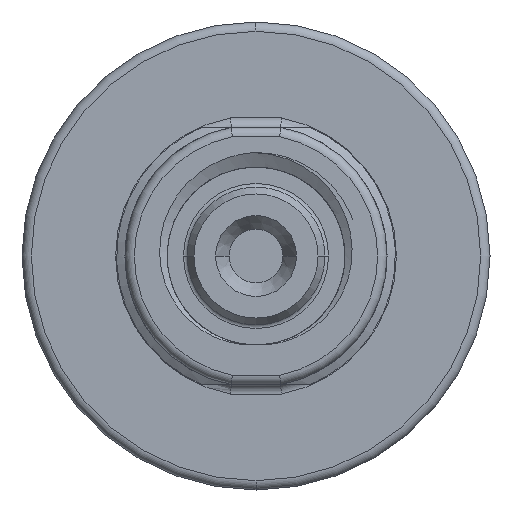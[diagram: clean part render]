
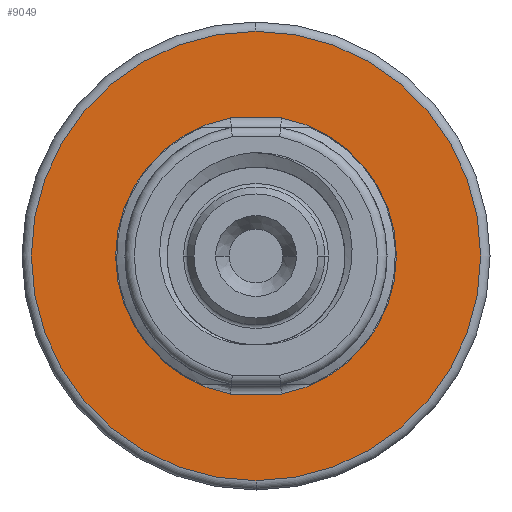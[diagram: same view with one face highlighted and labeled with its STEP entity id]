
A CAD part, front view. The second image highlights one B-rep face of the part: STEP entity #9049.
In plain terms, the highlighted planar face has unit normal (0, -1, 0).
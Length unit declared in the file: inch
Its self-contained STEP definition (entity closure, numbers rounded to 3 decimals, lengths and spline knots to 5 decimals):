
#2617=CARTESIAN_POINT('',(0.,-0.11811,0.));
#2618=DIRECTION('',(0.,1.,0.));
#2619=DIRECTION('',(0.,0.,-1.));
#2620=AXIS2_PLACEMENT_3D('',#2617,#2618,#2619);
#2622=CARTESIAN_POINT('',(0.,-0.11811,0.));
#2623=DIRECTION('',(0.,1.,0.));
#2624=DIRECTION('',(0.,0.,1.));
#2625=AXIS2_PLACEMENT_3D('',#2622,#2623,#2624);
#2627=CARTESIAN_POINT('',(0.,-0.11811,0.));
#2628=DIRECTION('',(0.,-1.,0.));
#2629=DIRECTION('',(-0.182,0.,0.983));
#2630=AXIS2_PLACEMENT_3D('',#2627,#2628,#2629);
#2632=DIRECTION('',(1.,0.,0.));
#2633=VECTOR('',#2632,0.21474);
#2634=CARTESIAN_POINT('',(-0.10737,-0.11811,
-0.58071));
#2635=LINE('',#2634,#2633);
#2636=CARTESIAN_POINT('',(0.,-0.11811,0.));
#2637=DIRECTION('',(0.,-1.,0.));
#2638=DIRECTION('',(0.182,0.,-0.983));
#2639=AXIS2_PLACEMENT_3D('',#2636,#2637,#2638);
#2641=DIRECTION('',(-1.,0.,0.));
#2642=VECTOR('',#2641,0.21474);
#2643=CARTESIAN_POINT('',(0.10737,-0.11811,
0.58071));
#2644=LINE('',#2643,#2642);
#6337=CARTESIAN_POINT('',(-0.10737,-0.11811,
0.58071));
#6338=CARTESIAN_POINT('',(-0.10737,-0.11811,
-0.58071));
#6339=VERTEX_POINT('',#6337);
#6340=VERTEX_POINT('',#6338);
#6345=CARTESIAN_POINT('',(0.10737,-0.11811,
-0.58071));
#6346=CARTESIAN_POINT('',(0.10737,-0.11811,
0.58071));
#6347=VERTEX_POINT('',#6345);
#6348=VERTEX_POINT('',#6346);
#6361=CARTESIAN_POINT('',(0.,-0.11811,-0.94488));
#6362=CARTESIAN_POINT('',(0.,-0.11811,0.94488));
#6363=VERTEX_POINT('',#6361);
#6364=VERTEX_POINT('',#6362);
#9029=CARTESIAN_POINT('',(0.,-0.11811,0.));
#9030=DIRECTION('',(0.,-1.,0.));
#9031=DIRECTION('',(0.,0.,1.));
#9032=AXIS2_PLACEMENT_3D('',#9029,#9030,#9031);
#9033=PLANE('',#9032);
#9035=ORIENTED_EDGE('',*,*,#9034,.T.);
#9037=ORIENTED_EDGE('',*,*,#9036,.T.);
#9038=EDGE_LOOP('',(#9035,#9037));
#9039=FACE_OUTER_BOUND('',#9038,.F.);
#9040=ORIENTED_EDGE('',*,*,#9019,.T.);
#9042=ORIENTED_EDGE('',*,*,#9041,.T.);
#9044=ORIENTED_EDGE('',*,*,#9043,.T.);
#9046=ORIENTED_EDGE('',*,*,#9045,.T.);
#9047=EDGE_LOOP('',(#9040,#9042,#9044,#9046));
#9048=FACE_BOUND('',#9047,.F.);
#9049=ADVANCED_FACE('',(#9039,#9048),#9033,.T.);
#2621=CIRCLE('',#2620,0.94488);
#2626=CIRCLE('',#2625,0.94488);
#2631=CIRCLE('',#2630,0.59055);
#2640=CIRCLE('',#2639,0.59055);
#9019=EDGE_CURVE('',#6339,#6340,#2631,.T.);
#9034=EDGE_CURVE('',#6363,#6364,#2621,.T.);
#9036=EDGE_CURVE('',#6364,#6363,#2626,.T.);
#9041=EDGE_CURVE('',#6340,#6347,#2635,.T.);
#9043=EDGE_CURVE('',#6347,#6348,#2640,.T.);
#9045=EDGE_CURVE('',#6348,#6339,#2644,.T.);
